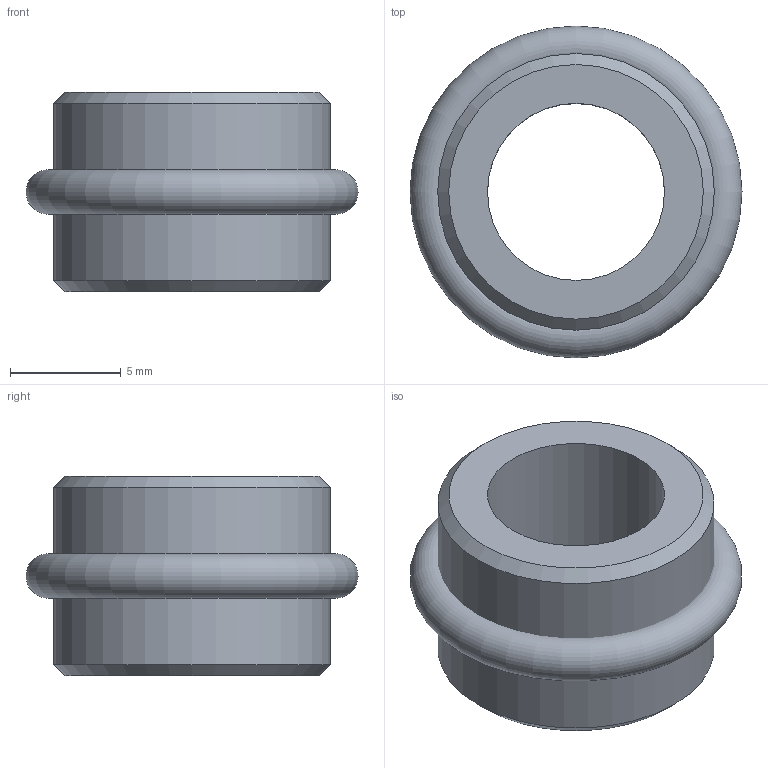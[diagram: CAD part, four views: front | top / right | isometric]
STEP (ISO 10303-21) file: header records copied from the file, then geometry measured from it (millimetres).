
FILE_DESCRIPTION(/* description */ ('GK-Absteckhülse 12,5'),/* implementation_level */ '2;1');
FILE_NAME(/* name */ 'SV1451N_A.stp',/* time_stamp */ '2015-11-30T14:41:21+01:00',/* author */ ('Marina Kaa'),/* organization */ (''),/* preprocessor_version */ 'ST-DEVELOPER v15.6',/* originating_system */ 'Autodesk Inventor 2015',/* authorisation */ '');
FILE_SCHEMA (('AUTOMOTIVE_DESIGN { 1 0 10303 214 3 1 1 }'));
Length unit declared in the file: millimetre
Products named in the file (3): ME1501451_A; MK4111020_A; SV1451N_A
Bounding box: 15 x 15 x 9 mm (x, y, z)
Volume: 758.2 mm3; surface area: 978.4 mm2
Topology: 2 solids, 2 shells, 11 faces, 19 edges, 12 vertices
Faces by surface type: cylinder 4, plane 4, cone 2, torus 1
Full cylindrical faces by diameter (mm): 8 x1, 11.9 x1, 12.5 x2
Entity records: 310 total; most frequent: DIRECTION 56, CARTESIAN_POINT 39, AXIS2_PLACEMENT_3D 28, ORIENTED_EDGE 24, EDGE_LOOP 21, CIRCLE 12, EDGE_CURVE 12, FACE_OUTER_BOUND 11
